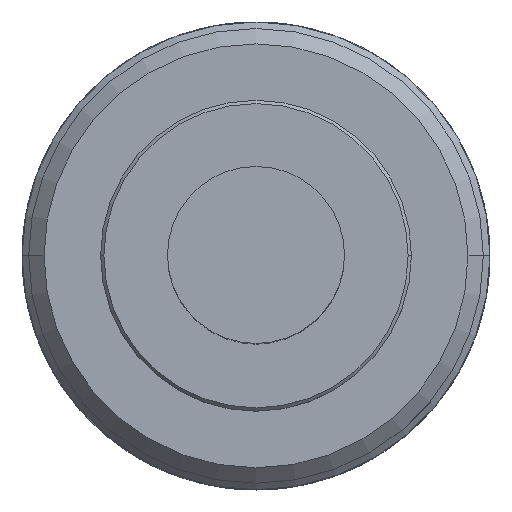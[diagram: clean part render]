
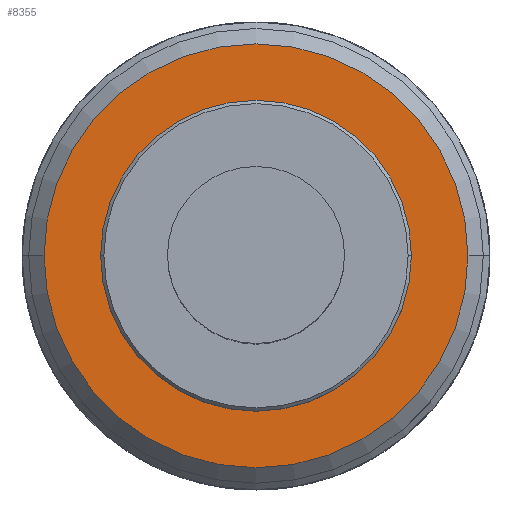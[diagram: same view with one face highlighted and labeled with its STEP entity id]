
A CAD part, top view. The second image highlights one B-rep face of the part: STEP entity #8355.
In plain terms, the highlighted planar face has unit normal (0, 0, 1).
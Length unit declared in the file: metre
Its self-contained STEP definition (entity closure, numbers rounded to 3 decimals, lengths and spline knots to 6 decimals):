
#442 = CIRCLE ( 'NONE', #9063, 0.00475 ) ;
#1479 = VERTEX_POINT ( 'NONE', #22796 ) ;
#1863 = CARTESIAN_POINT ( 'NONE',  ( 0., 0., 0. ) ) ;
#3297 = DIRECTION ( 'NONE',  ( 0., 0., -1. ) ) ;
#4202 = DIRECTION ( 'NONE',  ( -1., 0., 0. ) ) ;
#4385 = CARTESIAN_POINT ( 'NONE',  ( 0., 0.002779, 0. ) ) ;
#4558 = FACE_OUTER_BOUND ( 'NONE', #23291, .T. ) ;
#5561 = AXIS2_PLACEMENT_3D ( 'NONE', #1863, #18192, #4202 ) ;
#5564 = ORIENTED_EDGE ( 'NONE', *, *, #13005, .F. ) ;
#6039 = ORIENTED_EDGE ( 'NONE', *, *, #21678, .F. ) ;
#6781 = CARTESIAN_POINT ( 'NONE',  ( 0., 0., 0. ) ) ;
#7070 = EDGE_LOOP ( 'NONE', ( #25446, #24783 ) ) ;
#8355 = ADVANCED_FACE ( 'NONE', ( #22470, #4558 ), #8959, .F. ) ;
#8959 = PLANE ( 'NONE',  #18913 ) ;
#9063 = AXIS2_PLACEMENT_3D ( 'NONE', #11500, #27848, #13832 ) ;
#9109 = DIRECTION ( 'NONE',  ( -1., 0., 0. ) ) ;
#9237 = AXIS2_PLACEMENT_3D ( 'NONE', #17273, #3297, #19649 ) ;
#11415 = DIRECTION ( 'NONE',  ( 0., 0., -1. ) ) ;
#11500 = CARTESIAN_POINT ( 'NONE',  ( 0., 0., 0. ) ) ;
#12504 = CARTESIAN_POINT ( 'NONE',  ( 0.00648, 0., 0. ) ) ;
#12997 = AXIS2_PLACEMENT_3D ( 'NONE', #6781, #23123, #9109 ) ;
#13005 = EDGE_CURVE ( 'NONE', #24706, #16530, #18003, .T. ) ;
#13819 = EDGE_CURVE ( 'NONE', #22627, #1479, #442, .T. ) ;
#13832 = DIRECTION ( 'NONE',  ( -1., 0., 0. ) ) ;
#15800 = CARTESIAN_POINT ( 'NONE',  ( -0.00648, 0., 0. ) ) ;
#16530 = VERTEX_POINT ( 'NONE', #15800 ) ;
#17273 = CARTESIAN_POINT ( 'NONE',  ( 0., 0., 0. ) ) ;
#18003 = CIRCLE ( 'NONE', #9237, 0.00648 ) ;
#18192 = DIRECTION ( 'NONE',  ( 0., 0., -1. ) ) ;
#18913 = AXIS2_PLACEMENT_3D ( 'NONE', #4385, #11415, #27765 ) ;
#19649 = DIRECTION ( 'NONE',  ( -1., 0., 0. ) ) ;
#21140 = EDGE_CURVE ( 'NONE', #1479, #22627, #22476, .T. ) ;
#21678 = EDGE_CURVE ( 'NONE', #16530, #24706, #24649, .T. ) ;
#22470 = FACE_BOUND ( 'NONE', #7070, .T. ) ;
#22476 = CIRCLE ( 'NONE', #12997, 0.00475 ) ;
#22627 = VERTEX_POINT ( 'NONE', #27062 ) ;
#22796 = CARTESIAN_POINT ( 'NONE',  ( -0.00475, 0., 0. ) ) ;
#23123 = DIRECTION ( 'NONE',  ( 0., 0., -1. ) ) ;
#23291 = EDGE_LOOP ( 'NONE', ( #6039, #5564 ) ) ;
#24649 = CIRCLE ( 'NONE', #5561, 0.00648 ) ;
#24706 = VERTEX_POINT ( 'NONE', #12504 ) ;
#24783 = ORIENTED_EDGE ( 'NONE', *, *, #21140, .T. ) ;
#25446 = ORIENTED_EDGE ( 'NONE', *, *, #13819, .T. ) ;
#27062 = CARTESIAN_POINT ( 'NONE',  ( 0.00475, 0., 0. ) ) ;
#27765 = DIRECTION ( 'NONE',  ( -1., 0., 0. ) ) ;
#27848 = DIRECTION ( 'NONE',  ( 0., 0., -1. ) ) ;
